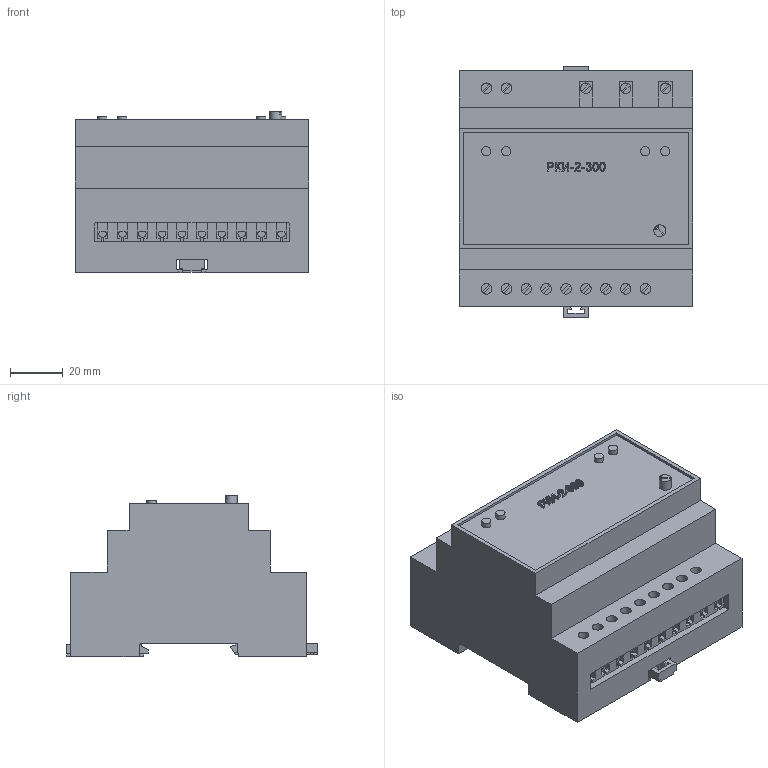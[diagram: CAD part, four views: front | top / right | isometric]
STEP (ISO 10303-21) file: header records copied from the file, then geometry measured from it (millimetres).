
FILE_DESCRIPTION(('STEP AP214'), '1');
FILE_NAME('ﾐﾊﾈ-2-300', '', ('UNSPECIFIED'), ('UNSPECIFIED'), 'ASCON STEP Converter 1.3', 'ASCON Math Kernel', '');
FILE_SCHEMA(('AUTOMOTIVE_DESIGN { 1 0 10303 214 3 1 1}'));
Length unit declared in the file: millimetre
Bounding box: 88 x 94.7 x 60.79 mm (x, y, z)
Volume: 73027.7 mm3; surface area: 77116.7 mm2
Topology: 2 solids, 9 shells, 947 faces, 2619 edges, 1744 vertices
Faces by surface type: plane 535, cylinder 412
Full cylindrical faces by diameter (mm): 3.5 x4, 4 x14, 4.5 x1
Entity records: 37953 total; most frequent: DIRECTION 5379, CARTESIAN_POINT 5292, ORIENTED_EDGE 5200, EDGE_CURVE 2600, AXIS2_PLACEMENT_3D 1831, VERTEX_POINT 1744, LINE 1717, VECTOR 1717
